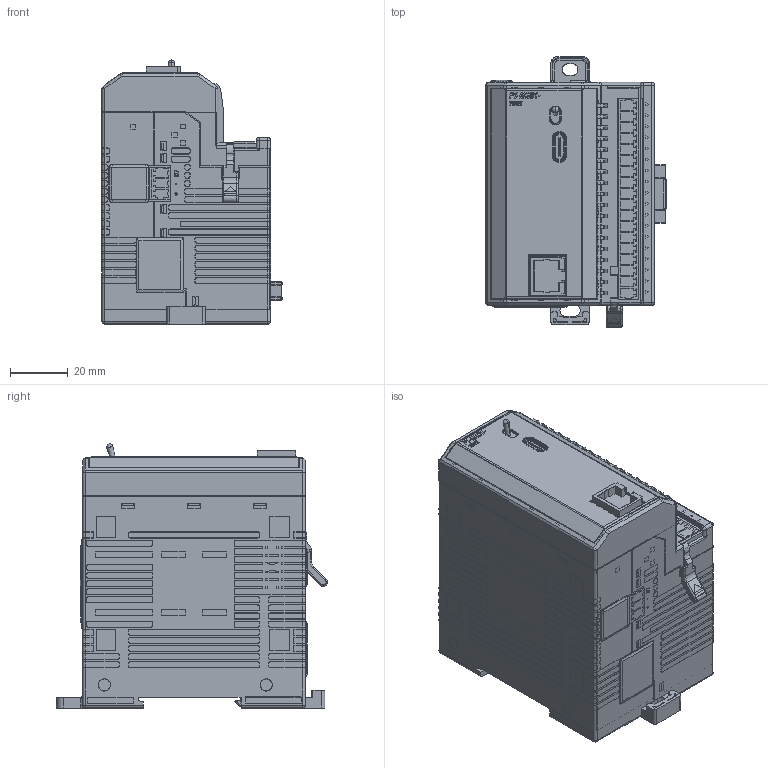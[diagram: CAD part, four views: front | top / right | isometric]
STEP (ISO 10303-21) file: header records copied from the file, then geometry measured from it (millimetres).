
FILE_DESCRIPTION (( 'STEP AP214' ), '1' );
FILE_NAME ('P1-M401-16DR.STEP', '2025-05-28T14:20:40', ( '' ), ( '' ), 'SwSTEP 2.0', 'SolidWorks 2024', '' );
FILE_SCHEMA (( 'AUTOMOTIVE_DESIGN' ));
Length unit declared in the file: inch
Products named in the file (1): P1-M401-16DR
Bounding box: 62.27 x 93.64 x 91.26 mm (x, y, z)
Volume: 33972.4 mm3; surface area: 66433.2 mm2
Topology: 20 solids, 24 shells, 3471 faces, 9127 edges, 5830 vertices
Faces by surface type: plane 1930, cylinder 871, bspline 624, cone 46
Entity records: 120378 total; most frequent: CARTESIAN_POINT 37950, ORIENTED_EDGE 18150, DIRECTION 15616, EDGE_CURVE 9075, LINE 5864, VECTOR 5864, VERTEX_POINT 5830, AXIS2_PLACEMENT_3D 4876
